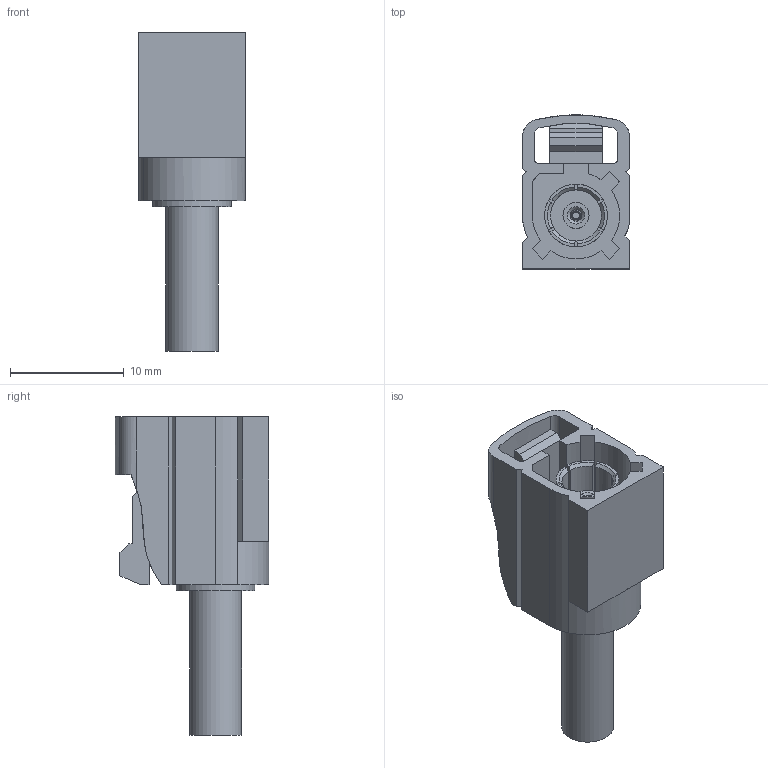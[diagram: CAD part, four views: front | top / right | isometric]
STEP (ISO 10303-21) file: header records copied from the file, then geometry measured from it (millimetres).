
FILE_DESCRIPTION (( 'STEP AP214' ), '1' );
FILE_NAME ('FMCN1346Z_3D.STEP', '2021-05-03T22:47:49', ( '' ), ( '' ), 'SwSTEP 2.0', 'SolidWorks 2020', '' );
FILE_SCHEMA (( 'AUTOMOTIVE_DESIGN' ));
Length unit declared in the file: inch
Products named in the file (1): FMCN1346Z_3D
Bounding box: 9.4 x 13.53 x 27.98 mm (x, y, z)
Volume: 1242.4 mm3; surface area: 2022.8 mm2
Topology: 3 solids, 3 shells, 158 faces, 424 edges, 279 vertices
Faces by surface type: plane 107, cylinder 37, cone 12, bspline 2
Full cylindrical faces by diameter (mm): 0.508 x1, 0.55 x1, 0.812 x1, 0.885 x1, 1.016 x1, 1.022 x2, 1.2 x1, 1.7 x1, 2.286 x1, 2.7 x1, 3.55 x1, 4.497 x1, 4.57 x1, 5.513 x1, 6.883 x1
Entity records: 6038 total; most frequent: CARTESIAN_POINT 1308, ORIENTED_EDGE 784, DIRECTION 765, EDGE_CURVE 392, VERTEX_POINT 271, AXIS2_PLACEMENT_3D 264, LINE 237, VECTOR 237
